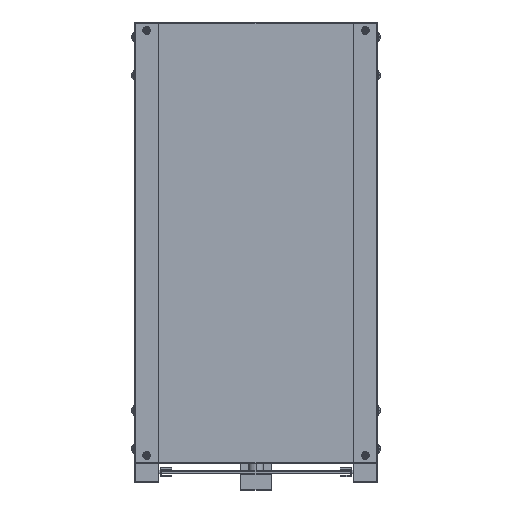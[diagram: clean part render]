
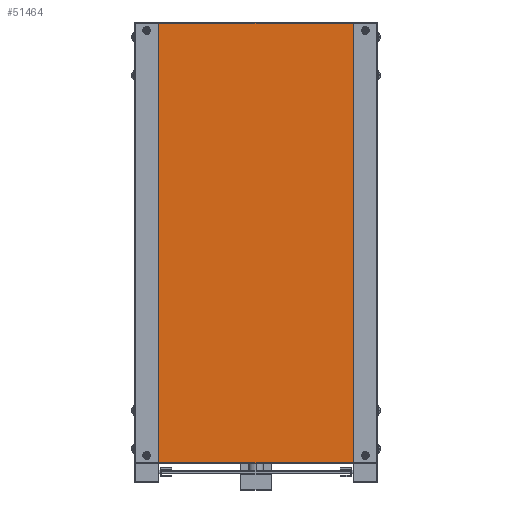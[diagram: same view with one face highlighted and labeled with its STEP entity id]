
A CAD part, left-side view. The second image highlights one B-rep face of the part: STEP entity #51464.
In plain terms, the highlighted face is planar.
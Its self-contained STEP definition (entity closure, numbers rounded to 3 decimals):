
#153 = DIRECTION ( 'NONE',  ( 0., 0., 1. ) ) ;
#916 = EDGE_CURVE ( 'NONE', #37053, #23495, #30637, .T. ) ;
#966 = CIRCLE ( 'NONE', #50912, 1.7 ) ;
#1280 = VECTOR ( 'NONE', #54298, 1000. ) ;
#1754 = VERTEX_POINT ( 'NONE', #38530 ) ;
#2031 = ORIENTED_EDGE ( 'NONE', *, *, #39598, .F. ) ;
#2220 = EDGE_CURVE ( 'NONE', #23495, #9273, #52128, .T. ) ;
#2427 = VERTEX_POINT ( 'NONE', #57300 ) ;
#2570 = ORIENTED_EDGE ( 'NONE', *, *, #37054, .F. ) ;
#3823 = CARTESIAN_POINT ( 'NONE',  ( 276.75, 0., 144.2 ) ) ;
#4094 = ORIENTED_EDGE ( 'NONE', *, *, #42629, .F. ) ;
#4155 = CARTESIAN_POINT ( 'NONE',  ( 0., 0., 0. ) ) ;
#5264 = DIRECTION ( 'NONE',  ( 0., -1., 0. ) ) ;
#5623 = EDGE_CURVE ( 'NONE', #1754, #55795, #21760, .T. ) ;
#6023 = CIRCLE ( 'NONE', #44322, 1.7 ) ;
#7551 = DIRECTION ( 'NONE',  ( 0., -1., 0. ) ) ;
#7946 = ORIENTED_EDGE ( 'NONE', *, *, #36266, .F. ) ;
#9094 = VERTEX_POINT ( 'NONE', #16329 ) ;
#9273 = VERTEX_POINT ( 'NONE', #9500 ) ;
#9500 = CARTESIAN_POINT ( 'NONE',  ( 286.75, 0., -157.5 ) ) ;
#9527 = DIRECTION ( 'NONE',  ( 0., 0., 1. ) ) ;
#10807 = ORIENTED_EDGE ( 'NONE', *, *, #2220, .F. ) ;
#11066 = VECTOR ( 'NONE', #41970, 1000. ) ;
#11096 = CIRCLE ( 'NONE', #33244, 1.7 ) ;
#11196 = EDGE_CURVE ( 'NONE', #55795, #1754, #24315, .T. ) ;
#12915 = DIRECTION ( 'NONE',  ( 0., -1., 0. ) ) ;
#12945 = AXIS2_PLACEMENT_3D ( 'NONE', #26385, #13551, #153 ) ;
#13551 = DIRECTION ( 'NONE',  ( 0., -1., 0. ) ) ;
#14453 = DIRECTION ( 'NONE',  ( 0., 0., 1. ) ) ;
#14797 = CARTESIAN_POINT ( 'NONE',  ( 276.75, 0., -140.8 ) ) ;
#15411 = CARTESIAN_POINT ( 'NONE',  ( 286.75, 0., 157.5 ) ) ;
#15616 = FACE_BOUND ( 'NONE', #48296, .T. ) ;
#16073 = ORIENTED_EDGE ( 'NONE', *, *, #11196, .F. ) ;
#16329 = CARTESIAN_POINT ( 'NONE',  ( 276.75, 0., -144.2 ) ) ;
#16352 = CARTESIAN_POINT ( 'NONE',  ( 276.75, 0., 142.5 ) ) ;
#16590 = DIRECTION ( 'NONE',  ( 0., -1., 0. ) ) ;
#16768 = CIRCLE ( 'NONE', #23529, 1.7 ) ;
#17683 = EDGE_LOOP ( 'NONE', ( #7946, #27943 ) ) ;
#17692 = ORIENTED_EDGE ( 'NONE', *, *, #49037, .F. ) ;
#18176 = CARTESIAN_POINT ( 'NONE',  ( -286.75, 0., 157.5 ) ) ;
#18524 = EDGE_CURVE ( 'NONE', #9094, #49594, #50852, .T. ) ;
#21317 = PLANE ( 'NONE',  #26818 ) ;
#21404 = VERTEX_POINT ( 'NONE', #55948 ) ;
#21760 = CIRCLE ( 'NONE', #12945, 1.7 ) ;
#22987 = DIRECTION ( 'NONE',  ( 0., 0., -1. ) ) ;
#23189 = CARTESIAN_POINT ( 'NONE',  ( -286.75, 0., -157.5 ) ) ;
#23495 = VERTEX_POINT ( 'NONE', #15411 ) ;
#23529 = AXIS2_PLACEMENT_3D ( 'NONE', #35041, #12915, #47758 ) ;
#23688 = CARTESIAN_POINT ( 'NONE',  ( 286.75, 0., -157.5 ) ) ;
#24233 = ORIENTED_EDGE ( 'NONE', *, *, #18524, .F. ) ;
#24315 = CIRCLE ( 'NONE', #30268, 1.7 ) ;
#24698 = FACE_BOUND ( 'NONE', #34847, .T. ) ;
#25477 = DIRECTION ( 'NONE',  ( 0., 0., 1. ) ) ;
#26385 = CARTESIAN_POINT ( 'NONE',  ( -276.75, 0., -142.5 ) ) ;
#26557 = ORIENTED_EDGE ( 'NONE', *, *, #916, .F. ) ;
#26818 = AXIS2_PLACEMENT_3D ( 'NONE', #4155, #57270, #35468 ) ;
#27437 = FACE_OUTER_BOUND ( 'NONE', #38318, .T. ) ;
#27532 = VERTEX_POINT ( 'NONE', #49254 ) ;
#27943 = ORIENTED_EDGE ( 'NONE', *, *, #53263, .F. ) ;
#30268 = AXIS2_PLACEMENT_3D ( 'NONE', #56637, #16590, #47910 ) ;
#30637 = LINE ( 'NONE', #53590, #41821 ) ;
#30800 = CARTESIAN_POINT ( 'NONE',  ( -286.75, 0., -157.5 ) ) ;
#31781 = CARTESIAN_POINT ( 'NONE',  ( -276.75, 0., -140.8 ) ) ;
#31785 = DIRECTION ( 'NONE',  ( 1., 0., 0. ) ) ;
#32086 = EDGE_CURVE ( 'NONE', #21404, #48250, #41207, .T. ) ;
#33088 = DIRECTION ( 'NONE',  ( 0., -1., 0. ) ) ;
#33244 = AXIS2_PLACEMENT_3D ( 'NONE', #41484, #33088, #37582 ) ;
#33615 = DIRECTION ( 'NONE',  ( 0., -1., 0. ) ) ;
#34514 = VERTEX_POINT ( 'NONE', #30800 ) ;
#34847 = EDGE_LOOP ( 'NONE', ( #51611, #4094 ) ) ;
#35041 = CARTESIAN_POINT ( 'NONE',  ( -276.75, 0., 142.5 ) ) ;
#35468 = DIRECTION ( 'NONE',  ( 0., 0., -1. ) ) ;
#35745 = CARTESIAN_POINT ( 'NONE',  ( 276.75, 0., 142.5 ) ) ;
#36001 = CARTESIAN_POINT ( 'NONE',  ( -276.75, 0., 142.5 ) ) ;
#36266 = EDGE_CURVE ( 'NONE', #27532, #2427, #966, .T. ) ;
#36496 = FACE_BOUND ( 'NONE', #55846, .T. ) ;
#37053 = VERTEX_POINT ( 'NONE', #18176 ) ;
#37054 = EDGE_CURVE ( 'NONE', #34514, #37053, #42566, .T. ) ;
#37582 = DIRECTION ( 'NONE',  ( 0., 0., -1. ) ) ;
#38318 = EDGE_LOOP ( 'NONE', ( #2570, #2031, #10807, #26557 ) ) ;
#38530 = CARTESIAN_POINT ( 'NONE',  ( -276.75, 0., -144.2 ) ) ;
#39598 = EDGE_CURVE ( 'NONE', #9273, #34514, #41604, .T. ) ;
#41207 = CIRCLE ( 'NONE', #55755, 1.7 ) ;
#41484 = CARTESIAN_POINT ( 'NONE',  ( 276.75, 0., -142.5 ) ) ;
#41604 = LINE ( 'NONE', #49475, #1280 ) ;
#41821 = VECTOR ( 'NONE', #31785, 1000. ) ;
#41970 = DIRECTION ( 'NONE',  ( 0., 0., -1. ) ) ;
#42566 = LINE ( 'NONE', #23189, #43958 ) ;
#42629 = EDGE_CURVE ( 'NONE', #48250, #21404, #6023, .T. ) ;
#43958 = VECTOR ( 'NONE', #14453, 1000. ) ;
#44322 = AXIS2_PLACEMENT_3D ( 'NONE', #16352, #33615, #25477 ) ;
#44719 = DIRECTION ( 'NONE',  ( 0., -1., 0. ) ) ;
#46325 = AXIS2_PLACEMENT_3D ( 'NONE', #47621, #7551, #46844 ) ;
#46844 = DIRECTION ( 'NONE',  ( 0., 0., -1. ) ) ;
#47621 = CARTESIAN_POINT ( 'NONE',  ( 276.75, 0., -142.5 ) ) ;
#47758 = DIRECTION ( 'NONE',  ( 0., 0., -1. ) ) ;
#47910 = DIRECTION ( 'NONE',  ( 0., 0., 1. ) ) ;
#48250 = VERTEX_POINT ( 'NONE', #3823 ) ;
#48296 = EDGE_LOOP ( 'NONE', ( #24233, #17692 ) ) ;
#48394 = FACE_BOUND ( 'NONE', #17683, .T. ) ;
#49037 = EDGE_CURVE ( 'NONE', #49594, #9094, #11096, .T. ) ;
#49254 = CARTESIAN_POINT ( 'NONE',  ( -276.75, 0., 140.8 ) ) ;
#49475 = CARTESIAN_POINT ( 'NONE',  ( 286.75, 0., -157.5 ) ) ;
#49594 = VERTEX_POINT ( 'NONE', #14797 ) ;
#50852 = CIRCLE ( 'NONE', #46325, 1.7 ) ;
#50912 = AXIS2_PLACEMENT_3D ( 'NONE', #36001, #5264, #22987 ) ;
#51464 = ADVANCED_FACE ( 'NONE', ( #48394, #36496, #24698, #15616, #27437 ), #21317, .T. ) ;
#51498 = ORIENTED_EDGE ( 'NONE', *, *, #5623, .F. ) ;
#51611 = ORIENTED_EDGE ( 'NONE', *, *, #32086, .F. ) ;
#52128 = LINE ( 'NONE', #23688, #11066 ) ;
#53263 = EDGE_CURVE ( 'NONE', #2427, #27532, #16768, .T. ) ;
#53590 = CARTESIAN_POINT ( 'NONE',  ( 286.75, 0., 157.5 ) ) ;
#54298 = DIRECTION ( 'NONE',  ( -1., 0., 0. ) ) ;
#55755 = AXIS2_PLACEMENT_3D ( 'NONE', #35745, #44719, #9527 ) ;
#55795 = VERTEX_POINT ( 'NONE', #31781 ) ;
#55846 = EDGE_LOOP ( 'NONE', ( #51498, #16073 ) ) ;
#55948 = CARTESIAN_POINT ( 'NONE',  ( 276.75, 0., 140.8 ) ) ;
#56637 = CARTESIAN_POINT ( 'NONE',  ( -276.75, 0., -142.5 ) ) ;
#57270 = DIRECTION ( 'NONE',  ( 0., -1., 0. ) ) ;
#57300 = CARTESIAN_POINT ( 'NONE',  ( -276.75, 0., 144.2 ) ) ;
